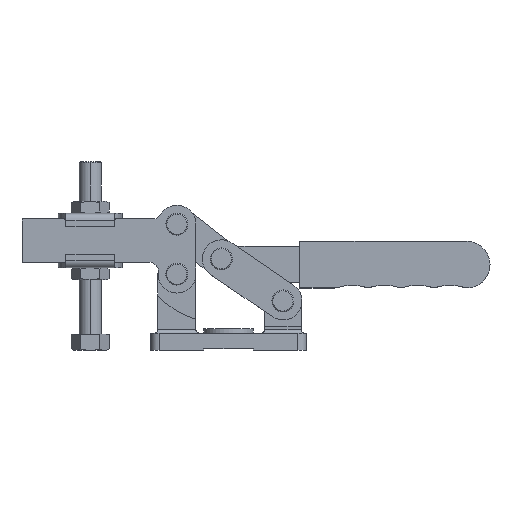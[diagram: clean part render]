
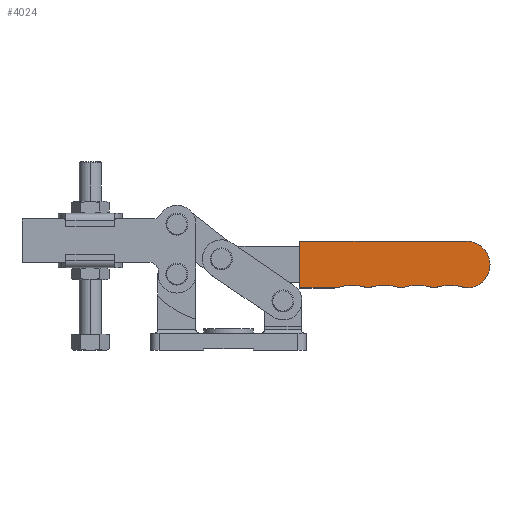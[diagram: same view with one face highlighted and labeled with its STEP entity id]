
A CAD part, top view. The second image highlights one B-rep face of the part: STEP entity #4024.
In plain terms, the highlighted planar face has unit normal (0, 0, 1).
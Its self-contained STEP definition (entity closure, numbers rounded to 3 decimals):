
#55 = ORIENTED_EDGE ( 'NONE', *, *, #10547, .T. ) ;
#64 = ORIENTED_EDGE ( 'NONE', *, *, #9948, .T. ) ;
#397 = CARTESIAN_POINT ( 'NONE',  ( 169.069, -4.417, 7. ) ) ;
#421 = CARTESIAN_POINT ( 'NONE',  ( 159.698, 29.306, 7. ) ) ;
#612 = FACE_OUTER_BOUND ( 'NONE', #8646, .T. ) ;
#783 = CARTESIAN_POINT ( 'NONE',  ( 102.247, 26.1, 7. ) ) ;
#1053 = ORIENTED_EDGE ( 'NONE', *, *, #10070, .T. ) ;
#1185 = CIRCLE ( 'NONE', #3644, 3. ) ;
#1420 = DIRECTION ( 'NONE',  ( 1., 0., 0. ) ) ;
#1438 = DIRECTION ( 'NONE',  ( 1., 0., 0. ) ) ;
#1444 = DIRECTION ( 'NONE',  ( 0., 0., 1. ) ) ;
#1478 = VERTEX_POINT ( 'NONE', #6781 ) ;
#1535 = EDGE_CURVE ( 'NONE', #8815, #1796, #5221, .T. ) ;
#1796 = VERTEX_POINT ( 'NONE', #8857 ) ;
#1922 = DIRECTION ( 'NONE',  ( 0., 0., 1. ) ) ;
#2427 = CIRCLE ( 'NONE', #5827, 32. ) ;
#2549 = CARTESIAN_POINT ( 'NONE',  ( 178.698, 39.6, 7. ) ) ;
#2856 = CIRCLE ( 'NONE', #12088, 32. ) ;
#2960 = VERTEX_POINT ( 'NONE', #783 ) ;
#2966 = DIRECTION ( 'NONE',  ( 1., 0., 0. ) ) ;
#3004 = DIRECTION ( 'NONE',  ( 0., 0., 1. ) ) ;
#3108 = DIRECTION ( 'NONE',  ( -1., 0., 0. ) ) ;
#3184 = EDGE_CURVE ( 'NONE', #9920, #11769, #2856, .T. ) ;
#3491 = DIRECTION ( 'NONE',  ( 0., 0., 1. ) ) ;
#3644 = AXIS2_PLACEMENT_3D ( 'NONE', #8462, #1444, #1420 ) ;
#3651 = AXIS2_PLACEMENT_3D ( 'NONE', #8019, #1922, #9051 ) ;
#4024 = ADVANCED_FACE ( 'NONE', ( #612 ), #5122, .T. ) ;
#4236 = CARTESIAN_POINT ( 'NONE',  ( 82.069, 26.1, 7. ) ) ;
#4276 = CARTESIAN_POINT ( 'NONE',  ( 82.069, 53.1, 7. ) ) ;
#4331 = DIRECTION ( 'NONE',  ( 0., 0., 1. ) ) ;
#4368 = DIRECTION ( 'NONE',  ( 1., 0., 0. ) ) ;
#4414 = CARTESIAN_POINT ( 'NONE',  ( 141.524, 26.348, 7. ) ) ;
#4697 = DIRECTION ( 'NONE',  ( 1., 0., 0. ) ) ;
#4745 = DIRECTION ( 'NONE',  ( 0., 0., 1. ) ) ;
#4879 = CARTESIAN_POINT ( 'NONE',  ( 122.501, 26.415, 7. ) ) ;
#5122 = PLANE ( 'NONE',  #9460 ) ;
#5219 = AXIS2_PLACEMENT_3D ( 'NONE', #7161, #6762, #7640 ) ;
#5221 = CIRCLE ( 'NONE', #5219, 32. ) ;
#5488 = ORIENTED_EDGE ( 'NONE', *, *, #9001, .T. ) ;
#5523 = ORIENTED_EDGE ( 'NONE', *, *, #9416, .T. ) ;
#5827 = AXIS2_PLACEMENT_3D ( 'NONE', #5927, #13090, #6953 ) ;
#5828 = DIRECTION ( 'NONE',  ( 1., 0., 0. ) ) ;
#5927 = CARTESIAN_POINT ( 'NONE',  ( 150.328, -4.417, 7. ) ) ;
#6143 = LINE ( 'NONE', #4276, #10948 ) ;
#6223 = AXIS2_PLACEMENT_3D ( 'NONE', #9598, #3491, #10634 ) ;
#6277 = CIRCLE ( 'NONE', #9842, 3. ) ;
#6292 = CIRCLE ( 'NONE', #6223, 3. ) ;
#6318 = LINE ( 'NONE', #12152, #9366 ) ;
#6762 = DIRECTION ( 'NONE',  ( 0., 0., -1. ) ) ;
#6781 = CARTESIAN_POINT ( 'NONE',  ( 179.242, 26.111, 7. ) ) ;
#6874 = ORIENTED_EDGE ( 'NONE', *, *, #7368, .T. ) ;
#6953 = DIRECTION ( 'NONE',  ( 1., 0., 0. ) ) ;
#7161 = CARTESIAN_POINT ( 'NONE',  ( 131.069, -4.417, 7. ) ) ;
#7264 = CARTESIAN_POINT ( 'NONE',  ( 103.111, 26.227, 7. ) ) ;
#7300 = AXIS2_PLACEMENT_3D ( 'NONE', #397, #11883, #4368 ) ;
#7368 = EDGE_CURVE ( 'NONE', #10529, #10561, #9158, .T. ) ;
#7482 = EDGE_CURVE ( 'NONE', #10561, #1478, #1185, .T. ) ;
#7524 = DIRECTION ( 'NONE',  ( 0., 0., 1. ) ) ;
#7549 = VERTEX_POINT ( 'NONE', #4414 ) ;
#7640 = DIRECTION ( 'NONE',  ( 1., 0., 0. ) ) ;
#7651 = CARTESIAN_POINT ( 'NONE',  ( 120.895, 26.415, 7. ) ) ;
#7706 = VERTEX_POINT ( 'NONE', #12876 ) ;
#7786 = ORIENTED_EDGE ( 'NONE', *, *, #12620, .T. ) ;
#7917 = ORIENTED_EDGE ( 'NONE', *, *, #7482, .T. ) ;
#8019 = CARTESIAN_POINT ( 'NONE',  ( 121.698, 29.306, 7. ) ) ;
#8278 = CARTESIAN_POINT ( 'NONE',  ( 178.698, 53.1, 7. ) ) ;
#8286 = DIRECTION ( 'NONE',  ( 1., 0., 0. ) ) ;
#8323 = CIRCLE ( 'NONE', #3651, 3. ) ;
#8441 = EDGE_CURVE ( 'NONE', #1478, #12132, #8768, .T. ) ;
#8462 = CARTESIAN_POINT ( 'NONE',  ( 179.121, 29.109, 7. ) ) ;
#8557 = CARTESIAN_POINT ( 'NONE',  ( 178.26, 26.235, 7. ) ) ;
#8646 = EDGE_LOOP ( 'NONE', ( #11314, #55, #6874, #7917, #10789, #10922, #64, #5523, #5488, #10462, #7786, #10055, #1053 ) ) ;
#8768 = CIRCLE ( 'NONE', #10595, 13.5 ) ;
#8815 = VERTEX_POINT ( 'NONE', #4879 ) ;
#8857 = CARTESIAN_POINT ( 'NONE',  ( 139.873, 26.348, 7. ) ) ;
#9001 = EDGE_CURVE ( 'NONE', #2960, #9920, #9699, .T. ) ;
#9051 = DIRECTION ( 'NONE',  ( 1., 0., 0. ) ) ;
#9158 = CIRCLE ( 'NONE', #7300, 32. ) ;
#9266 = CARTESIAN_POINT ( 'NONE',  ( 102.247, 29.1, 7. ) ) ;
#9267 = CARTESIAN_POINT ( 'NONE',  ( 150.328, -4.417, 7. ) ) ;
#9366 = VECTOR ( 'NONE', #2966, 1000. ) ;
#9416 = EDGE_CURVE ( 'NONE', #9941, #2960, #6318, .T. ) ;
#9434 = DIRECTION ( 'NONE',  ( 0., 0., -1. ) ) ;
#9455 = CARTESIAN_POINT ( 'NONE',  ( 160.501, 26.415, 7. ) ) ;
#9460 = AXIS2_PLACEMENT_3D ( 'NONE', #9267, #3004, #4697 ) ;
#9598 = CARTESIAN_POINT ( 'NONE',  ( 140.698, 29.233, 7. ) ) ;
#9699 = CIRCLE ( 'NONE', #9818, 3. ) ;
#9782 = VECTOR ( 'NONE', #3108, 1000. ) ;
#9818 = AXIS2_PLACEMENT_3D ( 'NONE', #9266, #4745, #8286 ) ;
#9842 = AXIS2_PLACEMENT_3D ( 'NONE', #421, #7524, #1438 ) ;
#9920 = VERTEX_POINT ( 'NONE', #7264 ) ;
#9941 = VERTEX_POINT ( 'NONE', #4236 ) ;
#9948 = EDGE_CURVE ( 'NONE', #7706, #9941, #6143, .T. ) ;
#10055 = ORIENTED_EDGE ( 'NONE', *, *, #1535, .T. ) ;
#10070 = EDGE_CURVE ( 'NONE', #1796, #7549, #6292, .T. ) ;
#10102 = LINE ( 'NONE', #10245, #9782 ) ;
#10245 = CARTESIAN_POINT ( 'NONE',  ( 82.069, 53.1, 7. ) ) ;
#10408 = DIRECTION ( 'NONE',  ( 0., -1., 0. ) ) ;
#10462 = ORIENTED_EDGE ( 'NONE', *, *, #3184, .T. ) ;
#10467 = CARTESIAN_POINT ( 'NONE',  ( 112.328, -4.417, 7. ) ) ;
#10529 = VERTEX_POINT ( 'NONE', #9455 ) ;
#10547 = EDGE_CURVE ( 'NONE', #12969, #10529, #6277, .T. ) ;
#10561 = VERTEX_POINT ( 'NONE', #8557 ) ;
#10595 = AXIS2_PLACEMENT_3D ( 'NONE', #2549, #4331, #11523 ) ;
#10634 = DIRECTION ( 'NONE',  ( 1., 0., 0. ) ) ;
#10789 = ORIENTED_EDGE ( 'NONE', *, *, #8441, .T. ) ;
#10899 = EDGE_CURVE ( 'NONE', #12132, #7706, #10102, .T. ) ;
#10922 = ORIENTED_EDGE ( 'NONE', *, *, #10899, .T. ) ;
#10948 = VECTOR ( 'NONE', #10408, 1000. ) ;
#11314 = ORIENTED_EDGE ( 'NONE', *, *, #11386, .T. ) ;
#11386 = EDGE_CURVE ( 'NONE', #7549, #12969, #2427, .T. ) ;
#11523 = DIRECTION ( 'NONE',  ( 1., 0., 0. ) ) ;
#11722 = CARTESIAN_POINT ( 'NONE',  ( 158.895, 26.415, 7. ) ) ;
#11769 = VERTEX_POINT ( 'NONE', #7651 ) ;
#11883 = DIRECTION ( 'NONE',  ( 0., 0., -1. ) ) ;
#12088 = AXIS2_PLACEMENT_3D ( 'NONE', #10467, #9434, #5828 ) ;
#12132 = VERTEX_POINT ( 'NONE', #8278 ) ;
#12152 = CARTESIAN_POINT ( 'NONE',  ( 102.247, 26.1, 7. ) ) ;
#12620 = EDGE_CURVE ( 'NONE', #11769, #8815, #8323, .T. ) ;
#12876 = CARTESIAN_POINT ( 'NONE',  ( 82.069, 53.1, 7. ) ) ;
#12969 = VERTEX_POINT ( 'NONE', #11722 ) ;
#13090 = DIRECTION ( 'NONE',  ( 0., 0., -1. ) ) ;
